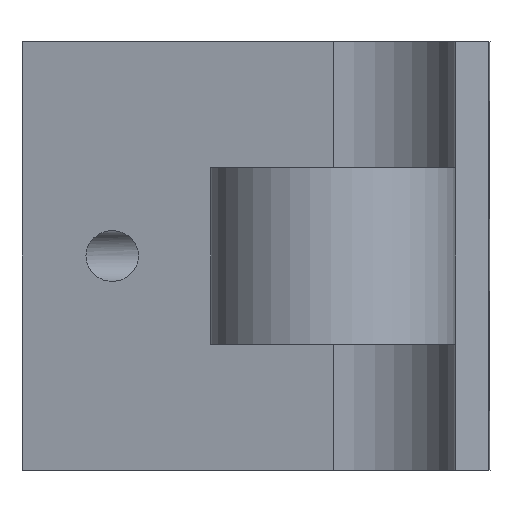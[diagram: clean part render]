
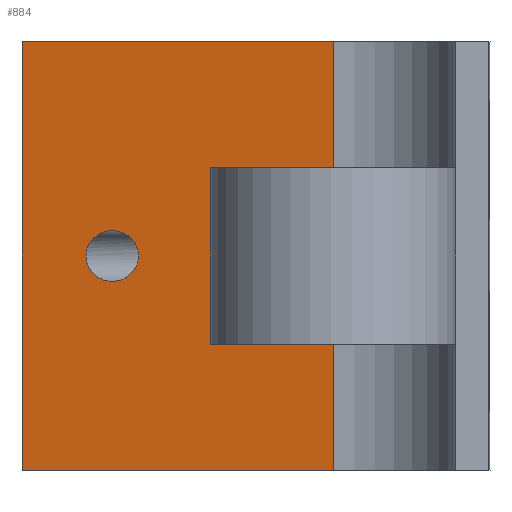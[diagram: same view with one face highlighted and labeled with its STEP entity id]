
A CAD part, front view. The second image highlights one B-rep face of the part: STEP entity #884.
In plain terms, the highlighted planar face has unit normal (-0.186, -0.983, 0).
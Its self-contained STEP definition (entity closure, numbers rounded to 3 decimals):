
#20=FACE_BOUND('',#156,.T.);
#71=PLANE('',#976);
#107=FACE_OUTER_BOUND('',#155,.T.);
#155=EDGE_LOOP('',(#749,#750,#751,#752,#753,#754));
#156=EDGE_LOOP('',(#755));
#182=ELLIPSE('',#943,0.875,0.826);
#215=LINE('',#1522,#284);
#235=LINE('',#1660,#304);
#236=LINE('',#1662,#305);
#237=LINE('',#1664,#306);
#238=LINE('',#1666,#307);
#239=LINE('',#1667,#308);
#284=VECTOR('',#1081,10.);
#304=VECTOR('',#1161,10.);
#305=VECTOR('',#1162,10.);
#306=VECTOR('',#1163,10.);
#307=VECTOR('',#1164,10.);
#308=VECTOR('',#1165,10.);
#390=VERTEX_POINT('',#1497);
#394=VERTEX_POINT('',#1518);
#396=VERTEX_POINT('',#1521);
#416=VERTEX_POINT('',#1659);
#417=VERTEX_POINT('',#1661);
#418=VERTEX_POINT('',#1663);
#419=VERTEX_POINT('',#1665);
#489=EDGE_CURVE('',#390,#390,#182,.T.);
#495=EDGE_CURVE('',#394,#396,#215,.T.);
#534=EDGE_CURVE('',#396,#416,#235,.T.);
#535=EDGE_CURVE('',#417,#394,#236,.T.);
#536=EDGE_CURVE('',#417,#418,#237,.T.);
#537=EDGE_CURVE('',#419,#418,#238,.T.);
#538=EDGE_CURVE('',#416,#419,#239,.T.);
#749=ORIENTED_EDGE('',*,*,#534,.F.);
#750=ORIENTED_EDGE('',*,*,#495,.F.);
#751=ORIENTED_EDGE('',*,*,#535,.F.);
#752=ORIENTED_EDGE('',*,*,#536,.T.);
#753=ORIENTED_EDGE('',*,*,#537,.F.);
#754=ORIENTED_EDGE('',*,*,#538,.F.);
#755=ORIENTED_EDGE('',*,*,#489,.T.);
#884=ADVANCED_FACE('',(#107,#20),#71,.F.);
#943=AXIS2_PLACEMENT_3D('',#1499,#1071,#1072);
#976=AXIS2_PLACEMENT_3D('',#1658,#1159,#1160);
#1071=DIRECTION('center_axis',(0.186,0.983,0.));
#1072=DIRECTION('ref_axis',(-0.983,0.186,0.));
#1081=DIRECTION('',(0.,0.,1.));
#1159=DIRECTION('center_axis',(0.186,0.983,0.));
#1160=DIRECTION('ref_axis',(0.983,-0.186,0.));
#1161=DIRECTION('',(0.983,-0.186,0.));
#1162=DIRECTION('',(-0.983,0.186,0.));
#1163=DIRECTION('',(0.,0.,1.));
#1164=DIRECTION('',(0.,0.,-1.));
#1165=DIRECTION('',(0.,0.,-1.));
#1497=CARTESIAN_POINT('',(-0.193,5.203,7.));
#1499=CARTESIAN_POINT('Origin',(-1.052,5.366,7.));
#1518=CARTESIAN_POINT('',(-4.,5.924,0.));
#1521=CARTESIAN_POINT('',(-4.,5.924,14.));
#1522=CARTESIAN_POINT('',(-4.,5.924,0.));
#1658=CARTESIAN_POINT('Origin',(-4.,5.924,14.));
#1659=CARTESIAN_POINT('',(6.161,4.,14.));
#1660=CARTESIAN_POINT('',(-0.718,5.303,14.));
#1661=CARTESIAN_POINT('',(6.161,4.,0.));
#1662=CARTESIAN_POINT('',(-0.718,5.303,0.));
#1663=CARTESIAN_POINT('',(6.161,4.,4.125));
#1664=CARTESIAN_POINT('',(6.161,4.,0.));
#1665=CARTESIAN_POINT('',(6.161,4.,9.875));
#1666=CARTESIAN_POINT('',(6.161,4.,9.875));
#1667=CARTESIAN_POINT('',(6.161,4.,14.));
